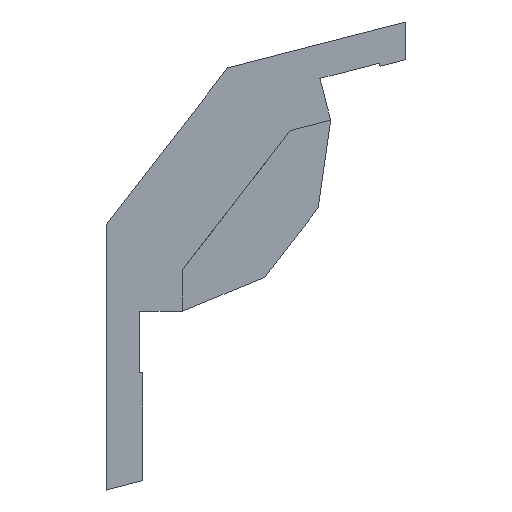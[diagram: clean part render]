
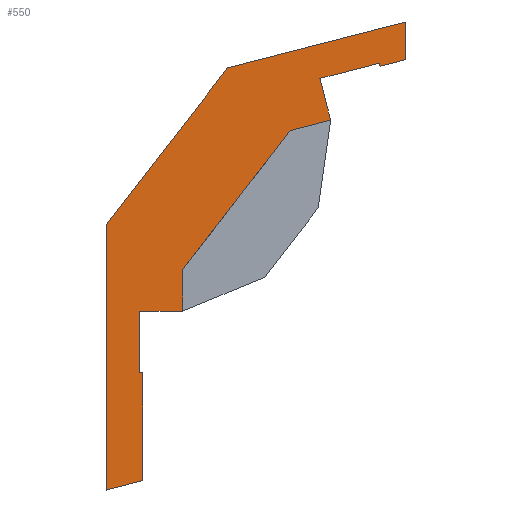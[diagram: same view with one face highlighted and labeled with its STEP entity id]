
A CAD part, left-side view. The second image highlights one B-rep face of the part: STEP entity #550.
In plain terms, the highlighted planar face has unit normal (-1, 0, 0).
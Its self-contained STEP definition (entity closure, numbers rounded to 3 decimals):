
#52=LINE('',#811,#122);
#55=LINE('',#816,#125);
#57=LINE('',#820,#127);
#59=LINE('',#824,#129);
#61=LINE('',#828,#131);
#63=LINE('',#832,#133);
#65=LINE('',#836,#135);
#67=LINE('',#840,#137);
#69=LINE('',#844,#139);
#71=LINE('',#848,#141);
#73=LINE('',#852,#143);
#75=LINE('',#856,#145);
#76=LINE('',#859,#146);
#78=LINE('',#863,#148);
#83=LINE('',#873,#153);
#85=LINE('',#876,#155);
#122=VECTOR('',#656,1000.);
#125=VECTOR('',#661,1000.);
#127=VECTOR('',#665,1000.);
#129=VECTOR('',#669,1000.);
#131=VECTOR('',#673,1000.);
#133=VECTOR('',#677,1000.);
#135=VECTOR('',#681,1000.);
#137=VECTOR('',#685,1000.);
#139=VECTOR('',#689,1000.);
#141=VECTOR('',#693,1000.);
#143=VECTOR('',#697,1000.);
#145=VECTOR('',#701,1000.);
#146=VECTOR('',#704,1000.);
#148=VECTOR('',#708,1000.);
#153=VECTOR('',#717,1000.);
#155=VECTOR('',#721,1000.);
#186=FACE_OUTER_BOUND('',#217,.T.);
#217=EDGE_LOOP('',(#470,#471,#472,#473,#474,#475,#476,#477,#478,#479,#480,
#481,#482,#483,#484,#485));
#254=VERTEX_POINT('',#808);
#255=VERTEX_POINT('',#810);
#256=VERTEX_POINT('',#814);
#257=VERTEX_POINT('',#818);
#258=VERTEX_POINT('',#822);
#259=VERTEX_POINT('',#826);
#260=VERTEX_POINT('',#830);
#261=VERTEX_POINT('',#834);
#262=VERTEX_POINT('',#838);
#263=VERTEX_POINT('',#842);
#264=VERTEX_POINT('',#846);
#265=VERTEX_POINT('',#850);
#266=VERTEX_POINT('',#854);
#267=VERTEX_POINT('',#858);
#268=VERTEX_POINT('',#862);
#271=VERTEX_POINT('',#872);
#311=EDGE_CURVE('',#254,#255,#52,.T.);
#314=EDGE_CURVE('',#255,#256,#55,.T.);
#316=EDGE_CURVE('',#256,#257,#57,.T.);
#318=EDGE_CURVE('',#258,#257,#59,.T.);
#320=EDGE_CURVE('',#258,#259,#61,.T.);
#322=EDGE_CURVE('',#259,#260,#63,.T.);
#324=EDGE_CURVE('',#261,#260,#65,.T.);
#326=EDGE_CURVE('',#261,#262,#67,.T.);
#328=EDGE_CURVE('',#262,#263,#69,.T.);
#330=EDGE_CURVE('',#263,#264,#71,.T.);
#332=EDGE_CURVE('',#265,#264,#73,.T.);
#334=EDGE_CURVE('',#265,#266,#75,.T.);
#335=EDGE_CURVE('',#266,#267,#76,.T.);
#337=EDGE_CURVE('',#268,#267,#78,.T.);
#342=EDGE_CURVE('',#254,#271,#83,.T.);
#344=EDGE_CURVE('',#271,#268,#85,.T.);
#470=ORIENTED_EDGE('',*,*,#335,.F.);
#471=ORIENTED_EDGE('',*,*,#334,.F.);
#472=ORIENTED_EDGE('',*,*,#332,.T.);
#473=ORIENTED_EDGE('',*,*,#330,.F.);
#474=ORIENTED_EDGE('',*,*,#328,.F.);
#475=ORIENTED_EDGE('',*,*,#326,.F.);
#476=ORIENTED_EDGE('',*,*,#324,.T.);
#477=ORIENTED_EDGE('',*,*,#322,.F.);
#478=ORIENTED_EDGE('',*,*,#320,.F.);
#479=ORIENTED_EDGE('',*,*,#318,.T.);
#480=ORIENTED_EDGE('',*,*,#316,.F.);
#481=ORIENTED_EDGE('',*,*,#314,.F.);
#482=ORIENTED_EDGE('',*,*,#311,.F.);
#483=ORIENTED_EDGE('',*,*,#342,.T.);
#484=ORIENTED_EDGE('',*,*,#344,.T.);
#485=ORIENTED_EDGE('',*,*,#337,.T.);
#521=PLANE('',#585);
#550=ADVANCED_FACE('',(#186),#521,.F.);
#585=AXIS2_PLACEMENT_3D('',#875,#719,#720);
#656=DIRECTION('',(0.,1.,0.));
#661=DIRECTION('',(0.,0.,-1.));
#665=DIRECTION('',(0.,-1.,0.));
#669=DIRECTION('',(0.,0.,1.));
#673=DIRECTION('',(0.,0.968,-0.25));
#677=DIRECTION('',(0.,0.,1.));
#681=DIRECTION('',(0.,0.613,-0.79));
#685=DIRECTION('',(0.,-0.968,0.25));
#689=DIRECTION('',(0.,0.,-1.));
#693=DIRECTION('',(0.,0.968,-0.25));
#697=DIRECTION('',(0.,-0.25,-0.968));
#701=DIRECTION('',(0.,0.968,-0.25));
#704=DIRECTION('',(0.,-0.25,-0.968));
#708=DIRECTION('',(0.,-0.968,0.25));
#717=DIRECTION('',(0.,0.,1.));
#719=DIRECTION('center_axis',(1.,0.,0.));
#720=DIRECTION('ref_axis',(0.,0.25,0.968));
#721=DIRECTION('',(0.,-0.613,0.79));
#808=CARTESIAN_POINT('',(-79.072,716.836,-60.247));
#810=CARTESIAN_POINT('',(-79.072,720.261,-60.247));
#811=CARTESIAN_POINT('',(-79.072,720.011,-60.247));
#814=CARTESIAN_POINT('',(-79.072,720.261,-65.147));
#816=CARTESIAN_POINT('',(-79.072,720.261,-60.247));
#818=CARTESIAN_POINT('',(-79.072,720.011,-65.147));
#820=CARTESIAN_POINT('',(-79.072,720.261,-65.147));
#822=CARTESIAN_POINT('',(-79.072,720.011,-73.747));
#824=CARTESIAN_POINT('',(-79.072,720.011,-63.247));
#826=CARTESIAN_POINT('',(-79.072,722.916,-74.495));
#828=CARTESIAN_POINT('',(-79.072,720.011,-73.747));
#830=CARTESIAN_POINT('',(-79.072,722.916,-53.342));
#832=CARTESIAN_POINT('',(-79.072,722.916,-236.974));
#834=CARTESIAN_POINT('',(-79.072,713.232,-40.846));
#836=CARTESIAN_POINT('',(-79.072,718.074,-47.094));
#838=CARTESIAN_POINT('',(-79.072,699.043,-37.19));
#840=CARTESIAN_POINT('',(-79.072,497.287,14.801));
#842=CARTESIAN_POINT('',(-79.072,699.043,-40.19));
#844=CARTESIAN_POINT('',(-79.072,699.043,-37.19));
#846=CARTESIAN_POINT('',(-79.072,701.076,-40.714));
#848=CARTESIAN_POINT('',(-79.072,710.087,-43.036));
#850=CARTESIAN_POINT('',(-79.072,701.139,-40.472));
#852=CARTESIAN_POINT('',(-79.072,701.139,-40.472));
#854=CARTESIAN_POINT('',(-79.072,705.884,-41.695));
#856=CARTESIAN_POINT('',(-79.072,705.884,-41.695));
#858=CARTESIAN_POINT('',(-79.072,705.029,-45.011));
#859=CARTESIAN_POINT('',(-79.072,705.821,-41.937));
#862=CARTESIAN_POINT('',(-79.072,708.247,-45.84));
#863=CARTESIAN_POINT('',(-79.072,705.029,-45.011));
#872=CARTESIAN_POINT('',(-79.072,716.836,-56.924));
#873=CARTESIAN_POINT('',(-79.072,716.836,-60.247));
#875=CARTESIAN_POINT('Origin',(-79.072,501.498,-214.936));
#876=CARTESIAN_POINT('',(-79.072,716.836,-56.924));
